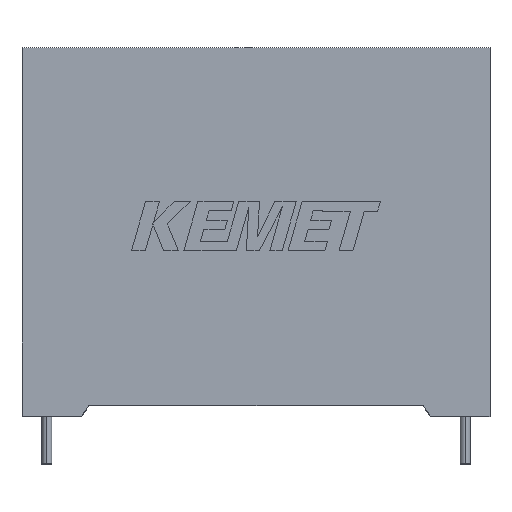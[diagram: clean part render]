
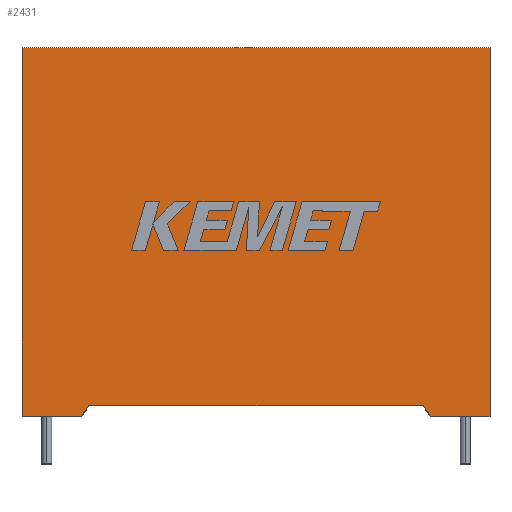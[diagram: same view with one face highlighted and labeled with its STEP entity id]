
A CAD part, top view. The second image highlights one B-rep face of the part: STEP entity #2431.
In plain terms, the highlighted planar face has unit normal (0, 0, 1).
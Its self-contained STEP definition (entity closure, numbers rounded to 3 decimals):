
#2 = FACE_OUTER_BOUND ( 'NONE', #193, .T. ) ;
#57 = CARTESIAN_POINT ( 'NONE',  ( 0., 0., 31.2 ) ) ;
#108 = CARTESIAN_POINT ( 'NONE',  ( 0., 0., 31.2 ) ) ;
#126 = ORIENTED_EDGE ( 'NONE', *, *, #2066, .T. ) ;
#167 = VECTOR ( 'NONE', #2796, 1000. ) ;
#193 = EDGE_LOOP ( 'NONE', ( #1164, #921, #1212, #766, #126, #1390, #2579, #330 ) ) ;
#223 = AXIS2_PLACEMENT_3D ( 'NONE', #2705, #2915, #524 ) ;
#231 = VERTEX_POINT ( 'NONE', #2605 ) ;
#312 = VECTOR ( 'NONE', #807, 1000. ) ;
#330 = ORIENTED_EDGE ( 'NONE', *, *, #1611, .F. ) ;
#337 = EDGE_CURVE ( 'NONE', #2951, #231, #2987, .T. ) ;
#466 = CARTESIAN_POINT ( 'NONE',  ( 0., 0., 31.2 ) ) ;
#476 = VECTOR ( 'NONE', #923, 1000. ) ;
#494 = CARTESIAN_POINT ( 'NONE',  ( 50.3, 1.358, 31.2 ) ) ;
#524 = DIRECTION ( 'NONE',  ( -1., 0., 0. ) ) ;
#532 = DIRECTION ( 'NONE',  ( 1., 0., 0. ) ) ;
#625 = VERTEX_POINT ( 'NONE', #2546 ) ;
#638 = CARTESIAN_POINT ( 'NONE',  ( 0., 46.2, 31.2 ) ) ;
#682 = VECTOR ( 'NONE', #2090, 1000. ) ;
#715 = EDGE_CURVE ( 'NONE', #1566, #2012, #1691, .T. ) ;
#766 = ORIENTED_EDGE ( 'NONE', *, *, #337, .T. ) ;
#780 = VECTOR ( 'NONE', #532, 1000. ) ;
#807 = DIRECTION ( 'NONE',  ( -1., 0., 0. ) ) ;
#921 = ORIENTED_EDGE ( 'NONE', *, *, #3103, .T. ) ;
#923 = DIRECTION ( 'NONE',  ( 0.552, -0.834, 0. ) ) ;
#998 = PLANE ( 'NONE',  #223 ) ;
#1025 = CARTESIAN_POINT ( 'NONE',  ( 0., 0., 31.2 ) ) ;
#1102 = CARTESIAN_POINT ( 'NONE',  ( 29.35, 1.358, 31.2 ) ) ;
#1105 = LINE ( 'NONE', #108, #682 ) ;
#1164 = ORIENTED_EDGE ( 'NONE', *, *, #2100, .F. ) ;
#1209 = VECTOR ( 'NONE', #1385, 1000. ) ;
#1212 = ORIENTED_EDGE ( 'NONE', *, *, #2973, .T. ) ;
#1247 = LINE ( 'NONE', #57, #780 ) ;
#1368 = CARTESIAN_POINT ( 'NONE',  ( 58.7, 0., 31.2 ) ) ;
#1385 = DIRECTION ( 'NONE',  ( 0., 1., 0. ) ) ;
#1390 = ORIENTED_EDGE ( 'NONE', *, *, #715, .T. ) ;
#1442 = DIRECTION ( 'NONE',  ( 0., -1., 0. ) ) ;
#1464 = CARTESIAN_POINT ( 'NONE',  ( 8.4, 1.358, 31.2 ) ) ;
#1547 = CARTESIAN_POINT ( 'NONE',  ( 0., 46.2, 31.2 ) ) ;
#1566 = VERTEX_POINT ( 'NONE', #638 ) ;
#1611 = EDGE_CURVE ( 'NONE', #1629, #625, #2108, .T. ) ;
#1615 = VERTEX_POINT ( 'NONE', #2929 ) ;
#1629 = VERTEX_POINT ( 'NONE', #1464 ) ;
#1691 = LINE ( 'NONE', #466, #2435 ) ;
#1819 = LINE ( 'NONE', #1547, #312 ) ;
#1867 = CARTESIAN_POINT ( 'NONE',  ( 58.7, 0., 31.2 ) ) ;
#1919 = VERTEX_POINT ( 'NONE', #494 ) ;
#2002 = EDGE_CURVE ( 'NONE', #2012, #625, #1247, .T. ) ;
#2012 = VERTEX_POINT ( 'NONE', #1025 ) ;
#2066 = EDGE_CURVE ( 'NONE', #231, #1566, #1819, .T. ) ;
#2090 = DIRECTION ( 'NONE',  ( 1., 0., 0. ) ) ;
#2100 = EDGE_CURVE ( 'NONE', #1919, #1629, #2744, .T. ) ;
#2108 = LINE ( 'NONE', #2957, #2700 ) ;
#2129 = CARTESIAN_POINT ( 'NONE',  ( 50.3, 1.358, 31.2 ) ) ;
#2431 = ADVANCED_FACE ( 'NONE', ( #2 ), #998, .F. ) ;
#2435 = VECTOR ( 'NONE', #1442, 1000. ) ;
#2546 = CARTESIAN_POINT ( 'NONE',  ( 7.5, 0., 31.2 ) ) ;
#2579 = ORIENTED_EDGE ( 'NONE', *, *, #2002, .T. ) ;
#2605 = CARTESIAN_POINT ( 'NONE',  ( 58.7, 46.2, 31.2 ) ) ;
#2622 = DIRECTION ( 'NONE',  ( -0.552, -0.834, 0. ) ) ;
#2700 = VECTOR ( 'NONE', #2622, 1000. ) ;
#2705 = CARTESIAN_POINT ( 'NONE',  ( 0., 0., 31.2 ) ) ;
#2744 = LINE ( 'NONE', #1102, #167 ) ;
#2796 = DIRECTION ( 'NONE',  ( -1., 0., 0. ) ) ;
#2848 = LINE ( 'NONE', #2129, #476 ) ;
#2915 = DIRECTION ( 'NONE',  ( 0., 0., -1. ) ) ;
#2929 = CARTESIAN_POINT ( 'NONE',  ( 51.2, 0., 31.2 ) ) ;
#2951 = VERTEX_POINT ( 'NONE', #1867 ) ;
#2957 = CARTESIAN_POINT ( 'NONE',  ( 8.4, 1.358, 31.2 ) ) ;
#2973 = EDGE_CURVE ( 'NONE', #1615, #2951, #1105, .T. ) ;
#2987 = LINE ( 'NONE', #1368, #1209 ) ;
#3103 = EDGE_CURVE ( 'NONE', #1919, #1615, #2848, .T. ) ;
